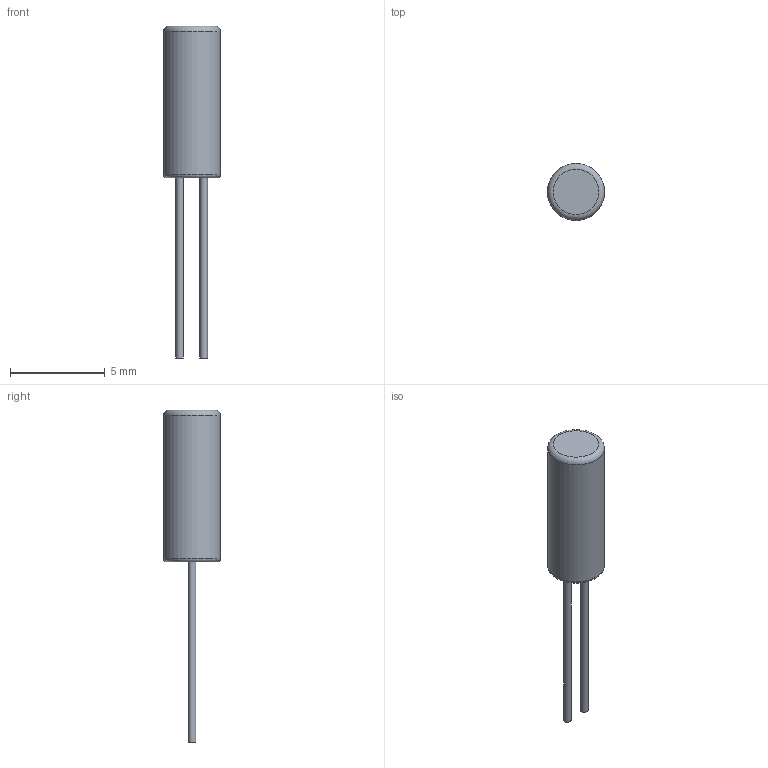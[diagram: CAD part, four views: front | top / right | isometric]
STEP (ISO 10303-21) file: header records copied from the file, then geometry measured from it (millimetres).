
FILE_DESCRIPTION(/* description */ (''),/* implementation_level */ '2;1');
FILE_NAME(/* name */ '32768Hz_crystal.step',/* time_stamp */ '2020-04-22T12:32:38+03:00',/* author */ ('vlad.lapshuda'),/* organization */ (''),/* preprocessor_version */ 'ST-DEVELOPER v17.2',/* originating_system */ 'Autodesk Translation Framework v7.6.0.251',/* authorisation */ '');
FILE_SCHEMA (('AUTOMOTIVE_DESIGN { 1 0 10303 214 3 1 1 }'));
Length unit declared in the file: millimetre
Products named in the file (1): 32768Hz_crystal
Bounding box: 3 x 3 x 17.5 mm (x, y, z)
Volume: 57.4 mm3; surface area: 125.6 mm2
Topology: 4 solids, 4 shells, 15 faces, 18 edges, 11 vertices
Faces by surface type: plane 8, cylinder 5, torus 2
Full cylindrical faces by diameter (mm): 0.4 x2, 2.4 x2, 3 x1
Entity records: 338 total; most frequent: DIRECTION 63, CARTESIAN_POINT 45, ORIENTED_EDGE 36, AXIS2_PLACEMENT_3D 29, EDGE_CURVE 18, FACE_OUTER_BOUND 15, EDGE_LOOP 15, ADVANCED_FACE 15
